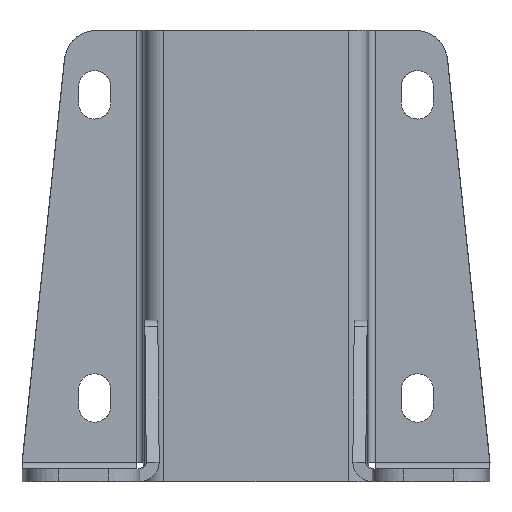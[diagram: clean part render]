
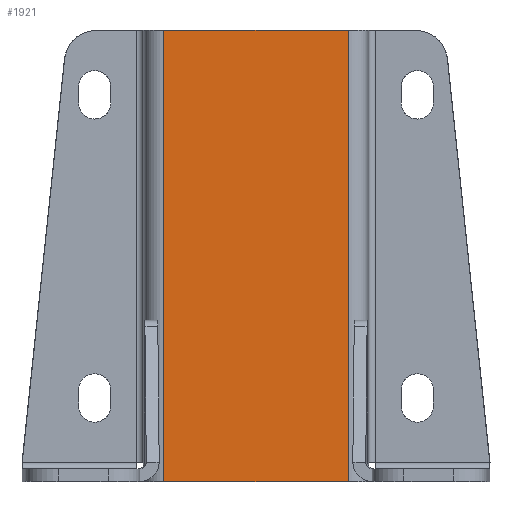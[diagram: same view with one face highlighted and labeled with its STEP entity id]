
A CAD part, top view. The second image highlights one B-rep face of the part: STEP entity #1921.
In plain terms, the highlighted planar face has unit normal (0, 0, 1).
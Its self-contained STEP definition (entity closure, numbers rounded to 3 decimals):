
#199=FACE_OUTER_BOUND('',#325,.T.);
#325=EDGE_LOOP('',(#1503,#1504,#1505,#1506));
#487=LINE('',#3007,#689);
#494=LINE('',#3027,#696);
#495=LINE('',#3029,#697);
#496=LINE('',#3030,#698);
#689=VECTOR('',#2433,140.);
#696=VECTOR('',#2458,57.269);
#697=VECTOR('',#2459,140.);
#698=VECTOR('',#2460,57.269);
#876=VERTEX_POINT('',#3004);
#877=VERTEX_POINT('',#3006);
#881=VERTEX_POINT('',#3026);
#882=VERTEX_POINT('',#3028);
#1088=EDGE_CURVE('',#877,#876,#487,.T.);
#1098=EDGE_CURVE('',#881,#876,#494,.T.);
#1099=EDGE_CURVE('',#881,#882,#495,.T.);
#1100=EDGE_CURVE('',#877,#882,#496,.T.);
#1503=ORIENTED_EDGE('',*,*,#1088,.T.);
#1504=ORIENTED_EDGE('',*,*,#1098,.F.);
#1505=ORIENTED_EDGE('',*,*,#1099,.T.);
#1506=ORIENTED_EDGE('',*,*,#1100,.F.);
#1823=PLANE('',#2075);
#1921=ADVANCED_FACE('',(#199),#1823,.T.);
#2075=AXIS2_PLACEMENT_3D('',#3025,#2456,#2457);
#2433=DIRECTION('',(0.,-1.,0.));
#2456=DIRECTION('center_axis',(0.,0.,1.));
#2457=DIRECTION('ref_axis',(1.,0.,0.));
#2458=DIRECTION('',(-1.,0.,0.));
#2459=DIRECTION('',(0.,1.,0.));
#2460=DIRECTION('',(1.,0.,0.));
#3004=CARTESIAN_POINT('',(-28.635,-70.,4.));
#3006=CARTESIAN_POINT('',(-28.635,70.,4.));
#3007=CARTESIAN_POINT('',(-28.635,-35.,4.));
#3025=CARTESIAN_POINT('Origin',(0.,0.,
4.));
#3026=CARTESIAN_POINT('',(28.635,-70.,4.));
#3027=CARTESIAN_POINT('',(30.6,-70.,4.));
#3028=CARTESIAN_POINT('',(28.635,70.,4.));
#3029=CARTESIAN_POINT('',(28.635,-35.,4.));
#3030=CARTESIAN_POINT('',(-30.6,70.,4.));
